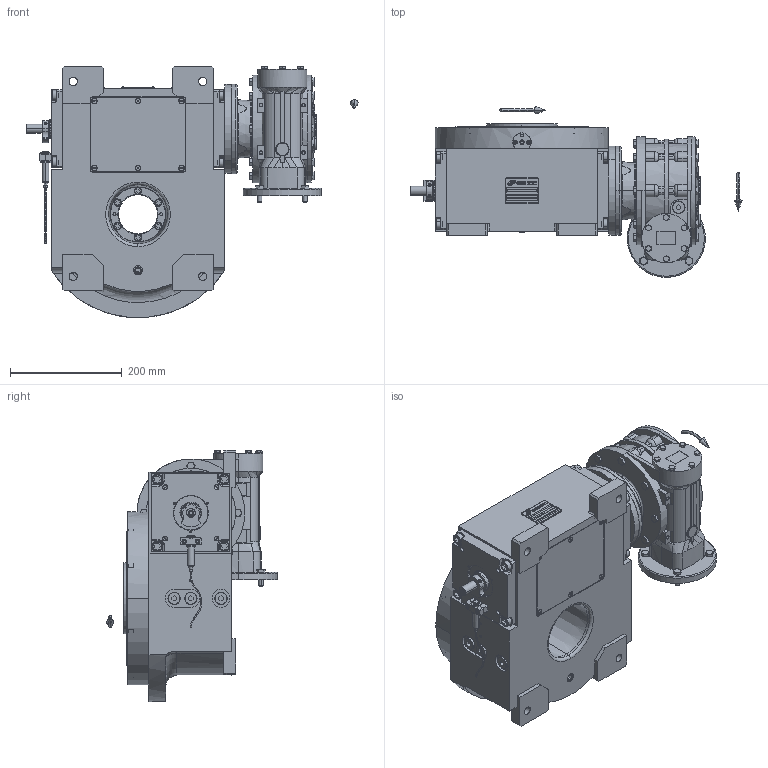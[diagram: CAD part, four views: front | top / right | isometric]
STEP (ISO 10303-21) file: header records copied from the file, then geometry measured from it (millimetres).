
FILE_DESCRIPTION (( 'STEP AP214' ), '1' );
FILE_NAME ('PC5200424.step', '2024-06-24T13:05:48', ( '' ), ( '' ), 'SwSTEP 2.0', 'SolidWorks 2020', '' );
FILE_SCHEMA (( 'AUTOMOTIVE_DESIGN' ));
Length unit declared in the file: millimetre
Products named in the file (90): cfn2151_01_167; cfn2104_01_018; cfn2151_01_115; AS_900_38_30_003; cfn2000_01_099; cfn2000_01_081; cfn2000_01_126; CFN2010_01_020.stp; cfn2010_01_015.prt; cfn2128_19_002; freccia_angolare; cfn2155_01_095; RIG09_005_AF0.stp; cfn2115_02_145; cfn2070_05_009; CFN2223_02_003.stp; rig09_017; cfn2205_01_015; cfn2000_01_161; cfn2107_01_001; AS_rig09_016; cfn2155_01_196; cfn2400_04_003; rig09_002_bl_008; CFN2000_01_185.stp; cfn2003_01_054; CFN2223_02_004.stp; AS_rig09_002_bl_008; cfn2151_01_170; RMI85_F3_SX_90B14; CFN2010_02_002.stp; cfn2115_02_057; PC5200424; rig09_004; rig09_007_master; RIG09_005_ASM.stp; olio_agip_blasia_150; CFN2356_03_053.stp; rig09_071_12_m.stp; RIG09_021_AF0.stp ...
Assembly tree (79 placements, depth 5):
  cfn2151_01_167
  cfn2151_01_115
  CFN2010_01_020.stp
  CFN2223_02_003.stp
  cfn2205_01_015
Bounding box: 594.5 x 306 x 450 mm (x, y, z)
Volume: 8844620.7 mm3; surface area: 1586056.3 mm2
Topology: 69 solids, 71 shells, 3276 faces, 8125 edges, 5202 vertices
Faces by surface type: plane 1593, cylinder 976, cone 466, torus 200, bspline 37, sphere 4
Entity records: 115469 total; most frequent: CARTESIAN_POINT 35467, DIRECTION 15939, ORIENTED_EDGE 15810, EDGE_CURVE 7907, AXIS2_PLACEMENT_3D 5762, VERTEX_POINT 5117, LINE 4415, VECTOR 4415
